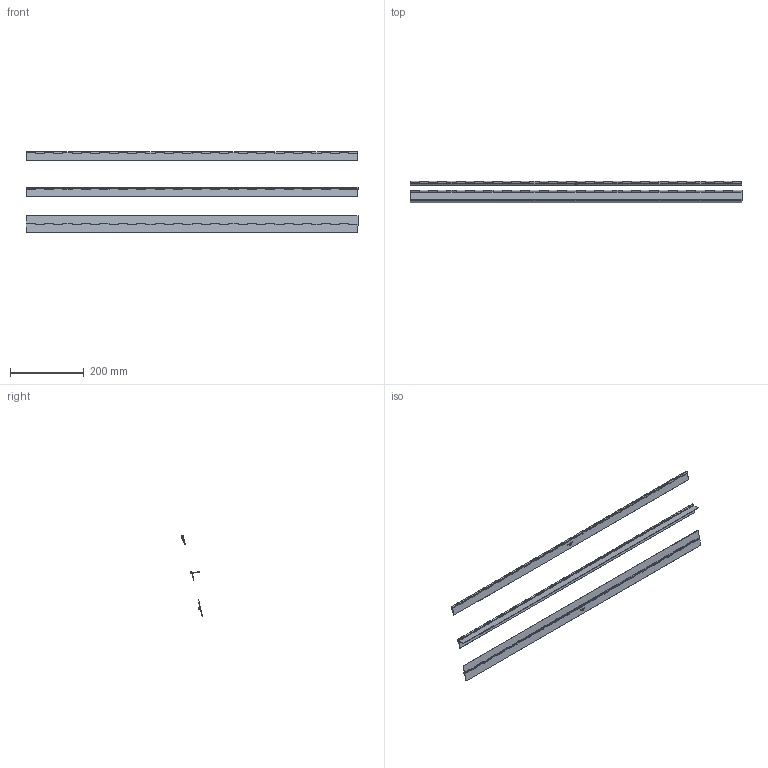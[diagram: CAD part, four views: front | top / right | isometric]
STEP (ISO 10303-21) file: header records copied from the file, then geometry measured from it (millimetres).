
FILE_DESCRIPTION (( 'STEP AP214' ), '1' );
FILE_NAME ('76881 Piano Hinge Aluminium Unpunched 45mm 900mm.STEP', '2019-01-03T21:14:34', ( '' ), ( '' ), 'SwSTEP 2.0', 'SolidWorks 2018', '' );
FILE_SCHEMA (( 'AUTOMOTIVE_DESIGN' ));
Length unit declared in the file: millimetre
Products named in the file (4): Pin; Top; 76881 Piano Hinge Aluminium Unpunched 45mm 900mm; Bottom
Assembly tree (9 placements, depth 2):
  76881 Piano Hinge Aluminium Unpunched 45mm 900mm
    Bottom  x3
    Pin  x3
    Top  x3
Bounding box: 900 x 57.59 x 219.15 mm (x, y, z)
Volume: 196307.7 mm3; surface area: 340073.3 mm2
Topology: 9 solids, 9 shells, 1905 faces, 5409 edges, 3606 vertices
Faces by surface type: plane 900, cylinder 654, bspline 351
Entity records: 27377 total; most frequent: CARTESIAN_POINT 11033, ORIENTED_EDGE 3606, DIRECTION 3065, EDGE_CURVE 1803, VERTEX_POINT 1202, VECTOR 1133, LINE 1133, AXIS2_PLACEMENT_3D 966
